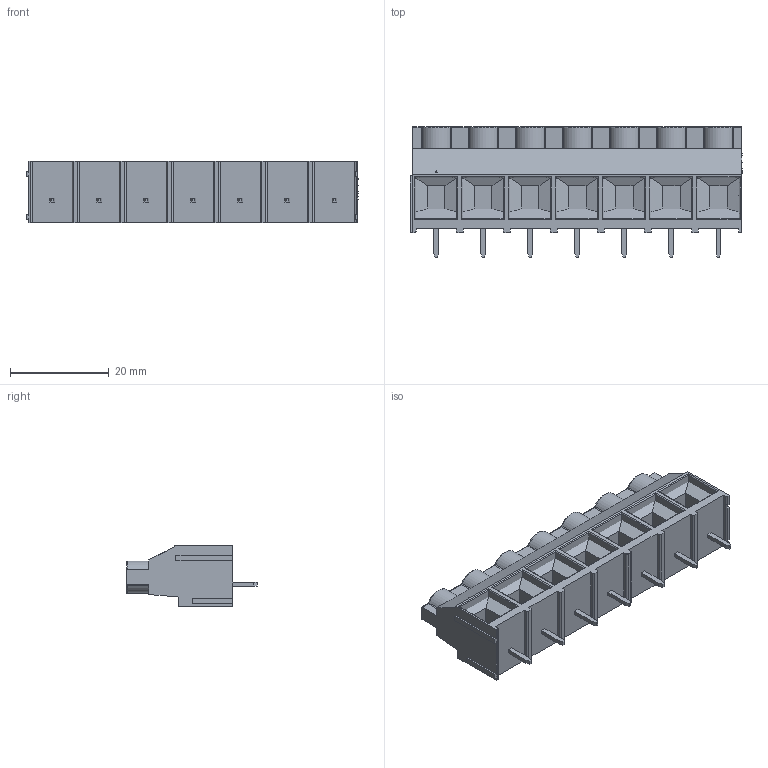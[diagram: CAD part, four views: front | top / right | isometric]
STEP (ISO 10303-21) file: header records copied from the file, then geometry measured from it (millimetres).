
FILE_DESCRIPTION (( 'STEP AP214' ), '1' );
FILE_NAME ('DG636-9.52-07P-14-00AH.STEP', '2021-01-16T22:22:22', ( '' ), ( '' ), 'SwSTEP 2.0', 'SolidWorks 2020', '' );
FILE_SCHEMA (( 'AUTOMOTIVE_DESIGN' ));
Length unit declared in the file: millimetre
Products named in the file (1): DG636-9.52-07P-14-00AH
Bounding box: 67.19 x 26.5 x 12.5 mm (x, y, z)
Volume: 10979.5 mm3; surface area: 7308.4 mm2
Topology: 1 solids, 1 shells, 794 faces, 2124 edges, 1388 vertices
Faces by surface type: plane 401, bspline 207, cylinder 116, torus 70
Entity records: 39612 total; most frequent: CARTESIAN_POINT 15970, ORIENTED_EDGE 4248, DIRECTION 3154, EDGE_CURVE 2124, VERTEX_POINT 1388, VECTOR 1266, LINE 1266, AXIS2_PLACEMENT_3D 944
